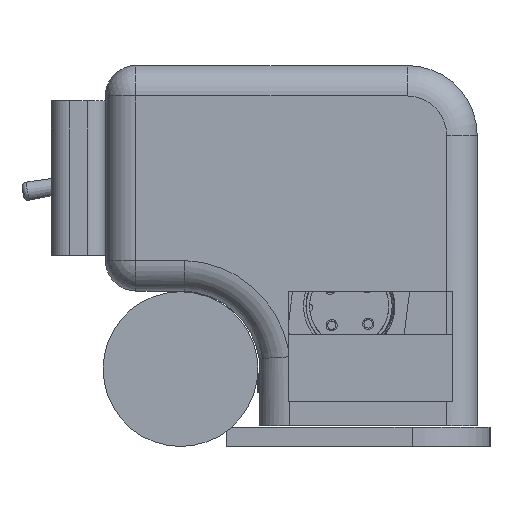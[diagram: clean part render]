
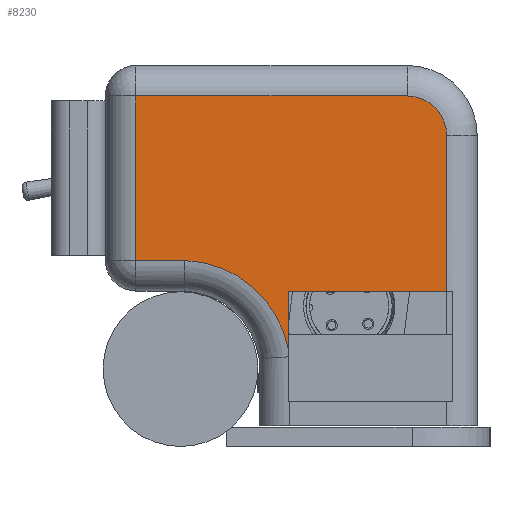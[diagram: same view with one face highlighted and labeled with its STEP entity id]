
A CAD part, front view. The second image highlights one B-rep face of the part: STEP entity #8230.
In plain terms, the highlighted planar face has unit normal (0, -1, 0).
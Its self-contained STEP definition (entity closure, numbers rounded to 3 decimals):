
#481=PLANE('',#9179);
#1115=FACE_OUTER_BOUND('',#1623,.T.);
#1623=EDGE_LOOP('',(#7479,#7480,#7481,#7482,#7483,#7484,#7485,#7486));
#1961=CIRCLE('',#9143,17.932);
#1978=CIRCLE('',#9180,6.5);
#2572=LINE('',#27730,#3214);
#2581=LINE('',#27750,#3223);
#2600=LINE('',#27810,#3242);
#2612=LINE('',#27912,#3254);
#2618=LINE('',#27937,#3260);
#2619=LINE('',#27939,#3261);
#3214=VECTOR('',#11281,10.);
#3223=VECTOR('',#11294,10.);
#3242=VECTOR('',#11345,10.);
#3254=VECTOR('',#11405,10.);
#3260=VECTOR('',#11439,10.);
#3261=VECTOR('',#11442,10.);
#3970=VERTEX_POINT('',#27728);
#3971=VERTEX_POINT('',#27729);
#3980=VERTEX_POINT('',#27749);
#3998=VERTEX_POINT('',#27805);
#3999=VERTEX_POINT('',#27809);
#4008=VERTEX_POINT('',#27909);
#4009=VERTEX_POINT('',#27911);
#4014=VERTEX_POINT('',#27936);
#5102=EDGE_CURVE('',#3970,#3971,#2572,.T.);
#5112=EDGE_CURVE('',#3980,#3970,#2581,.T.);
#5139=EDGE_CURVE('',#3998,#3999,#2600,.T.);
#5142=EDGE_CURVE('',#3980,#3999,#1961,.T.);
#5165=EDGE_CURVE('',#4008,#4009,#2612,.T.);
#5178=EDGE_CURVE('',#4014,#3971,#2618,.T.);
#5179=EDGE_CURVE('',#4009,#4014,#1978,.T.);
#5180=EDGE_CURVE('',#3998,#4008,#2619,.T.);
#7479=ORIENTED_EDGE('',*,*,#5139,.T.);
#7480=ORIENTED_EDGE('',*,*,#5142,.F.);
#7481=ORIENTED_EDGE('',*,*,#5112,.T.);
#7482=ORIENTED_EDGE('',*,*,#5102,.T.);
#7483=ORIENTED_EDGE('',*,*,#5178,.F.);
#7484=ORIENTED_EDGE('',*,*,#5179,.F.);
#7485=ORIENTED_EDGE('',*,*,#5165,.F.);
#7486=ORIENTED_EDGE('',*,*,#5180,.F.);
#8230=ADVANCED_FACE('',(#1115),#481,.T.);
#9143=AXIS2_PLACEMENT_3D('',#27827,#11349,#11350);
#9179=AXIS2_PLACEMENT_3D('',#27935,#11437,#11438);
#9180=AXIS2_PLACEMENT_3D('',#27938,#11440,#11441);
#11281=DIRECTION('',(1.,0.,0.));
#11294=DIRECTION('',(0.,0.,1.));
#11345=DIRECTION('',(1.,0.,0.));
#11349=DIRECTION('center_axis',(0.,-1.,0.));
#11350=DIRECTION('ref_axis',(0.672,0.,0.741));
#11405=DIRECTION('',(1.,0.,0.));
#11437=DIRECTION('center_axis',(0.,-1.,0.));
#11438=DIRECTION('ref_axis',(1.,0.,0.));
#11439=DIRECTION('',(0.,0.,-1.));
#11440=DIRECTION('center_axis',(0.,1.,0.));
#11441=DIRECTION('ref_axis',(0.707,0.,0.707));
#11442=DIRECTION('',(0.,0.,1.));
#27728=CARTESIAN_POINT('',(-41.,39.31,-0.113));
#27729=CARTESIAN_POINT('',(-15.,39.31,-0.113));
#27730=CARTESIAN_POINT('',(-56.,39.31,-0.113));
#27749=CARTESIAN_POINT('',(-41.,39.31,-9.488));
#27750=CARTESIAN_POINT('',(-41.,39.31,-9.056));
#27805=CARTESIAN_POINT('',(-66.,39.31,5.));
#27809=CARTESIAN_POINT('',(-57.954,39.31,5.));
#27810=CARTESIAN_POINT('',(-68.5,39.31,5.));
#27827=CARTESIAN_POINT('Origin',(-58.6,39.31,-12.92));
#27909=CARTESIAN_POINT('',(-66.,39.31,32.));
#27911=CARTESIAN_POINT('',(-21.5,39.31,32.));
#27912=CARTESIAN_POINT('',(-53.25,39.31,32.));
#27935=CARTESIAN_POINT('Origin',(-71.,39.31,0.));
#27936=CARTESIAN_POINT('',(-15.,39.31,25.5));
#27937=CARTESIAN_POINT('',(-15.,39.31,0.));
#27938=CARTESIAN_POINT('Origin',(-21.5,39.31,25.5));
#27939=CARTESIAN_POINT('',(-66.,39.31,0.));
